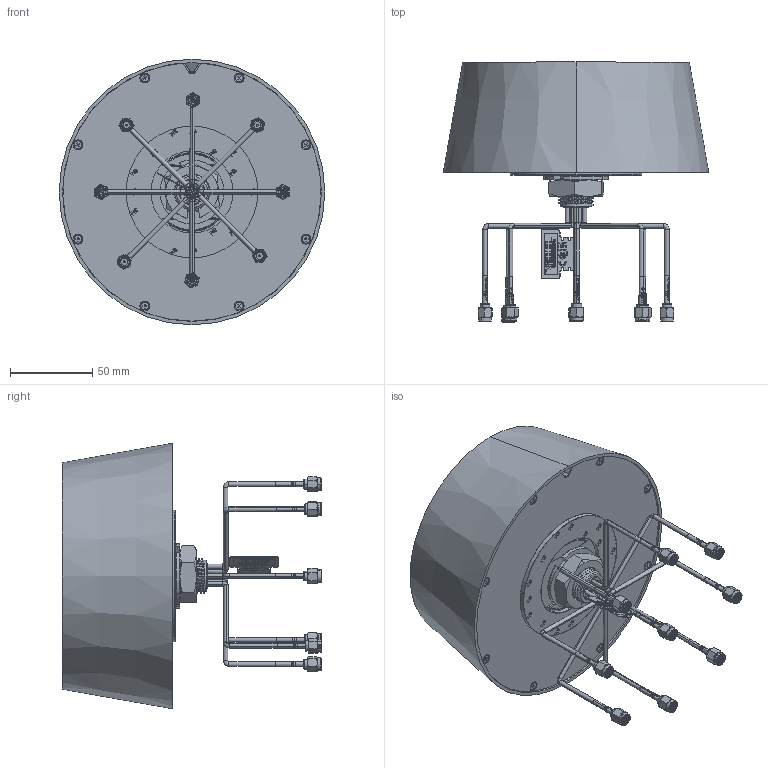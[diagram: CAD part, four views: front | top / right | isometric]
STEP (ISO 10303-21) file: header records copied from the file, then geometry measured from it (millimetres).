
FILE_DESCRIPTION (( 'STEP AP214' ), '1' );
FILE_NAME ('Synergy X_Assembly_9 in 1_Web.STEP', '2022-10-24T15:33:13', ( '' ), ( '' ), 'SwSTEP 2.0', 'SolidWorks 2018', '' );
FILE_SCHEMA (( 'AUTOMOTIVE_DESIGN' ));
Length unit declared in the file: millimetre
Products named in the file (1): Synergy X_Assembly_9 in 1_Web
Bounding box: 161.26 x 157.75 x 161.26 mm (x, y, z)
Surface area: 96920.9 mm2 (no closed solid volume)
Topology: 0 solids, 124 shells, 1038 faces, 4763 edges, 3837 vertices
Faces by surface type: cylinder 354, plane 292, cone 237, bspline 111, torus 44
Entity records: 78362 total; most frequent: CARTESIAN_POINT 31787, ORIENTED_EDGE 7082, DIRECTION 6203, EDGE_CURVE 4763, VERTEX_POINT 3837, VECTOR 2251, LINE 2251, AXIS2_PLACEMENT_3D 1976
